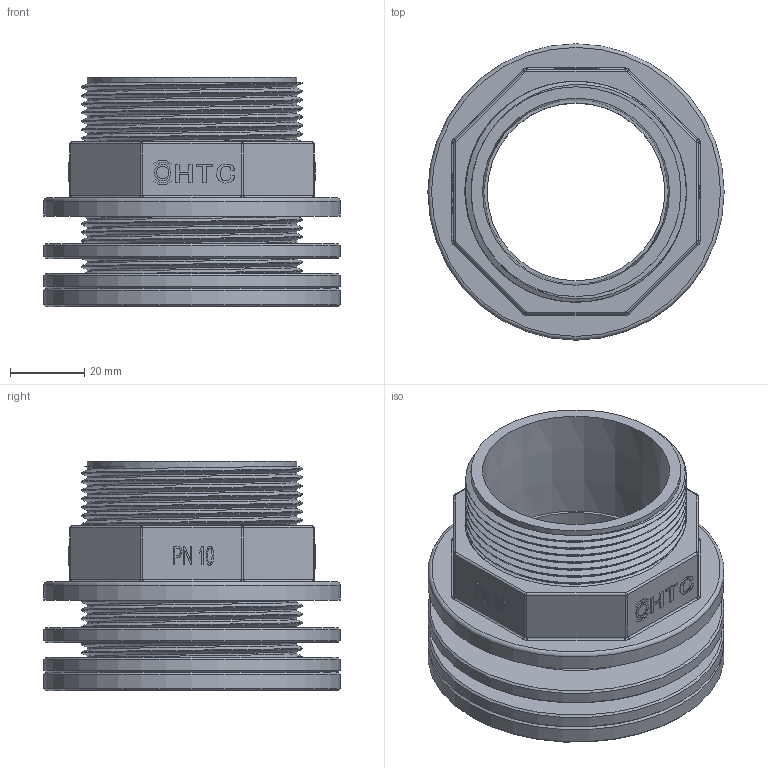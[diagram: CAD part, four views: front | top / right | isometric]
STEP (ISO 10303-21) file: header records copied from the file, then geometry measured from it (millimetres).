
FILE_DESCRIPTION(/* description */ (''),/* implementation_level */ '2;1');
FILE_NAME(/* name */ '圆底水箱接头50.stp',/* time_stamp */ '2025-09-27T08:38:30+08:00',/* author */ (''),/* organization */ (''),/* preprocessor_version */ 'ST-DEVELOPER v16.7',/* originating_system */ 'SIEMENS PLM Software NX 12.0',/* authorisation */ '');
FILE_SCHEMA (('AUTOMOTIVE_DESIGN { 1 0 10303 214 3 1 1 1 }'));
Length unit declared in the file: millimetre
Products named in the file (1): Admi06C0A70380j7
Bounding box: 80 x 80 x 62 mm (x, y, z)
Volume: 101823.5 mm3; surface area: 63087.5 mm2
Topology: 4 solids, 4 shells, 323 faces, 836 edges, 546 vertices
Faces by surface type: plane 125, cylinder 101, extrusion 69, bspline 12, torus 9, cone 7
Full cylindrical faces by diameter (mm): 3.347 x1, 4.463 x1, 48 x1, 56.656 x22, 59.614 x23, 60 x2, 80 x4
Entity records: 17691 total; most frequent: CARTESIAN_POINT 11542, ORIENTED_EDGE 1356, DIRECTION 982, EDGE_CURVE 678, VERTEX_POINT 451, B_SPLINE_CURVE_WITH_KNOTS 357, VECTOR 334, EDGE_LOOP 331
